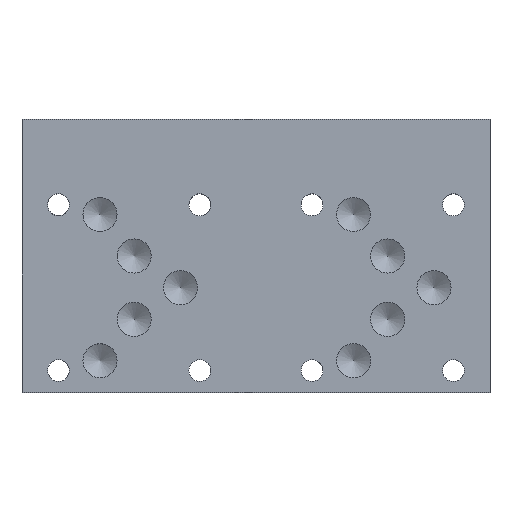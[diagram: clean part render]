
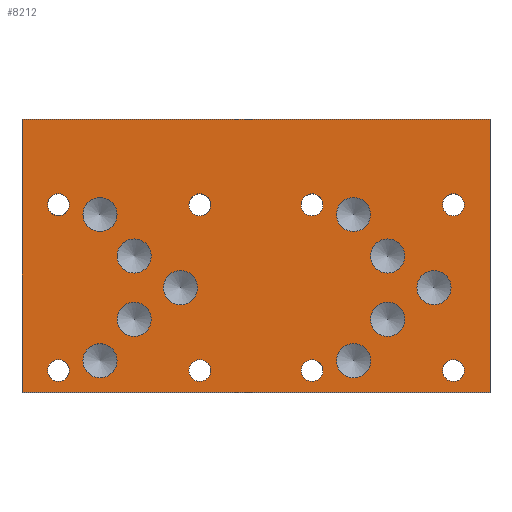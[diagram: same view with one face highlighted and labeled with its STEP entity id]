
A CAD part, top view. The second image highlights one B-rep face of the part: STEP entity #8212.
In plain terms, the highlighted planar face has unit normal (0, 0, 1).
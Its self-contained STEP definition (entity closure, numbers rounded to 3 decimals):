
#113=CIRCLE('',#8573,3.569);
#115=CIRCLE('',#8576,3.569);
#128=CIRCLE('',#8591,3.569);
#129=CIRCLE('',#8593,3.569);
#130=CIRCLE('',#8595,3.569);
#131=CIRCLE('',#8597,3.569);
#132=CIRCLE('',#8599,3.569);
#133=CIRCLE('',#8601,3.569);
#135=CIRCLE('',#8605,5.556);
#137=CIRCLE('',#8609,5.556);
#139=CIRCLE('',#8613,5.556);
#141=CIRCLE('',#8617,5.563);
#143=CIRCLE('',#8621,5.563);
#145=CIRCLE('',#8625,5.563);
#147=CIRCLE('',#8629,5.563);
#149=CIRCLE('',#8633,5.563);
#151=CIRCLE('',#8637,5.563);
#153=CIRCLE('',#8641,5.563);
#236=FACE_BOUND('',#1413,.T.);
#237=FACE_BOUND('',#1414,.T.);
#238=FACE_BOUND('',#1415,.T.);
#239=FACE_BOUND('',#1416,.T.);
#240=FACE_BOUND('',#1417,.T.);
#241=FACE_BOUND('',#1418,.T.);
#242=FACE_BOUND('',#1419,.T.);
#243=FACE_BOUND('',#1420,.T.);
#244=FACE_BOUND('',#1421,.T.);
#245=FACE_BOUND('',#1422,.T.);
#246=FACE_BOUND('',#1423,.T.);
#247=FACE_BOUND('',#1424,.T.);
#248=FACE_BOUND('',#1425,.T.);
#249=FACE_BOUND('',#1426,.T.);
#250=FACE_BOUND('',#1427,.T.);
#251=FACE_BOUND('',#1428,.T.);
#252=FACE_BOUND('',#1429,.T.);
#253=FACE_BOUND('',#1430,.T.);
#504=PLANE('',#8646);
#930=FACE_OUTER_BOUND('',#1412,.T.);
#1412=EDGE_LOOP('',(#7329,#7330,#7331,#7332));
#1413=EDGE_LOOP('',(#7333));
#1414=EDGE_LOOP('',(#7334));
#1415=EDGE_LOOP('',(#7335));
#1416=EDGE_LOOP('',(#7336));
#1417=EDGE_LOOP('',(#7337));
#1418=EDGE_LOOP('',(#7338));
#1419=EDGE_LOOP('',(#7339));
#1420=EDGE_LOOP('',(#7340));
#1421=EDGE_LOOP('',(#7341));
#1422=EDGE_LOOP('',(#7342));
#1423=EDGE_LOOP('',(#7343));
#1424=EDGE_LOOP('',(#7344));
#1425=EDGE_LOOP('',(#7345));
#1426=EDGE_LOOP('',(#7346));
#1427=EDGE_LOOP('',(#7347));
#1428=EDGE_LOOP('',(#7348));
#1429=EDGE_LOOP('',(#7349));
#1430=EDGE_LOOP('',(#7350));
#1776=LINE('',#12639,#2578);
#2229=LINE('',#14101,#3031);
#2230=LINE('',#14105,#3032);
#2232=LINE('',#14108,#3034);
#2578=VECTOR('',#9182,10.);
#3031=VECTOR('',#10273,10.);
#3032=VECTOR('',#10278,10.);
#3034=VECTOR('',#10282,10.);
#3613=VERTEX_POINT('',#12636);
#3614=VERTEX_POINT('',#12638);
#3956=VERTEX_POINT('',#13953);
#3957=VERTEX_POINT('',#13958);
#3965=VERTEX_POINT('',#13985);
#3966=VERTEX_POINT('',#13989);
#3967=VERTEX_POINT('',#13993);
#3968=VERTEX_POINT('',#13997);
#3969=VERTEX_POINT('',#14001);
#3970=VERTEX_POINT('',#14005);
#3973=VERTEX_POINT('',#14014);
#3976=VERTEX_POINT('',#14023);
#3979=VERTEX_POINT('',#14032);
#3982=VERTEX_POINT('',#14041);
#3985=VERTEX_POINT('',#14050);
#3988=VERTEX_POINT('',#14059);
#3991=VERTEX_POINT('',#14068);
#3994=VERTEX_POINT('',#14077);
#3997=VERTEX_POINT('',#14086);
#4000=VERTEX_POINT('',#14095);
#4001=VERTEX_POINT('',#14099);
#4002=VERTEX_POINT('',#14104);
#4542=EDGE_CURVE('',#3614,#3613,#1776,.T.);
#5042=EDGE_CURVE('',#3956,#3956,#113,.T.);
#5045=EDGE_CURVE('',#3957,#3957,#115,.T.);
#5062=EDGE_CURVE('',#3965,#3965,#128,.T.);
#5064=EDGE_CURVE('',#3966,#3966,#129,.T.);
#5066=EDGE_CURVE('',#3967,#3967,#130,.T.);
#5068=EDGE_CURVE('',#3968,#3968,#131,.T.);
#5070=EDGE_CURVE('',#3969,#3969,#132,.T.);
#5072=EDGE_CURVE('',#3970,#3970,#133,.T.);
#5076=EDGE_CURVE('',#3973,#3973,#135,.T.);
#5080=EDGE_CURVE('',#3976,#3976,#137,.T.);
#5084=EDGE_CURVE('',#3979,#3979,#139,.T.);
#5088=EDGE_CURVE('',#3982,#3982,#141,.T.);
#5092=EDGE_CURVE('',#3985,#3985,#143,.T.);
#5096=EDGE_CURVE('',#3988,#3988,#145,.T.);
#5100=EDGE_CURVE('',#3991,#3991,#147,.T.);
#5104=EDGE_CURVE('',#3994,#3994,#149,.T.);
#5108=EDGE_CURVE('',#3997,#3997,#151,.T.);
#5112=EDGE_CURVE('',#4000,#4000,#153,.T.);
#5115=EDGE_CURVE('',#3613,#4001,#2229,.T.);
#5116=EDGE_CURVE('',#4002,#3614,#2230,.T.);
#5118=EDGE_CURVE('',#4001,#4002,#2232,.T.);
#7329=ORIENTED_EDGE('',*,*,#5118,.T.);
#7330=ORIENTED_EDGE('',*,*,#5116,.T.);
#7331=ORIENTED_EDGE('',*,*,#4542,.T.);
#7332=ORIENTED_EDGE('',*,*,#5115,.T.);
#7333=ORIENTED_EDGE('',*,*,#5045,.T.);
#7334=ORIENTED_EDGE('',*,*,#5064,.T.);
#7335=ORIENTED_EDGE('',*,*,#5062,.T.);
#7336=ORIENTED_EDGE('',*,*,#5066,.T.);
#7337=ORIENTED_EDGE('',*,*,#5068,.T.);
#7338=ORIENTED_EDGE('',*,*,#5042,.T.);
#7339=ORIENTED_EDGE('',*,*,#5070,.T.);
#7340=ORIENTED_EDGE('',*,*,#5072,.T.);
#7341=ORIENTED_EDGE('',*,*,#5076,.T.);
#7342=ORIENTED_EDGE('',*,*,#5080,.T.);
#7343=ORIENTED_EDGE('',*,*,#5084,.T.);
#7344=ORIENTED_EDGE('',*,*,#5088,.T.);
#7345=ORIENTED_EDGE('',*,*,#5092,.T.);
#7346=ORIENTED_EDGE('',*,*,#5096,.T.);
#7347=ORIENTED_EDGE('',*,*,#5100,.T.);
#7348=ORIENTED_EDGE('',*,*,#5104,.T.);
#7349=ORIENTED_EDGE('',*,*,#5108,.T.);
#7350=ORIENTED_EDGE('',*,*,#5112,.T.);
#8212=ADVANCED_FACE('',(#930,#236,#237,#238,#239,#240,#241,#242,#243,#244,
#245,#246,#247,#248,#249,#250,#251,#252,#253),#504,.T.);
#8573=AXIS2_PLACEMENT_3D('',#13954,#10101,#10102);
#8576=AXIS2_PLACEMENT_3D('',#13959,#10108,#10109);
#8591=AXIS2_PLACEMENT_3D('',#13986,#10142,#10143);
#8593=AXIS2_PLACEMENT_3D('',#13990,#10147,#10148);
#8595=AXIS2_PLACEMENT_3D('',#13994,#10152,#10153);
#8597=AXIS2_PLACEMENT_3D('',#13998,#10157,#10158);
#8599=AXIS2_PLACEMENT_3D('',#14002,#10162,#10163);
#8601=AXIS2_PLACEMENT_3D('',#14006,#10167,#10168);
#8605=AXIS2_PLACEMENT_3D('',#14015,#10177,#10178);
#8609=AXIS2_PLACEMENT_3D('',#14024,#10187,#10188);
#8613=AXIS2_PLACEMENT_3D('',#14033,#10197,#10198);
#8617=AXIS2_PLACEMENT_3D('',#14042,#10207,#10208);
#8621=AXIS2_PLACEMENT_3D('',#14051,#10217,#10218);
#8625=AXIS2_PLACEMENT_3D('',#14060,#10227,#10228);
#8629=AXIS2_PLACEMENT_3D('',#14069,#10237,#10238);
#8633=AXIS2_PLACEMENT_3D('',#14078,#10247,#10248);
#8637=AXIS2_PLACEMENT_3D('',#14087,#10257,#10258);
#8641=AXIS2_PLACEMENT_3D('',#14096,#10267,#10268);
#8646=AXIS2_PLACEMENT_3D('',#14109,#10283,#10284);
#9182=DIRECTION('',(-1.,0.,0.));
#10101=DIRECTION('center_axis',(0.,0.,-1.));
#10102=DIRECTION('ref_axis',(1.,0.,0.));
#10108=DIRECTION('center_axis',(0.,0.,-1.));
#10109=DIRECTION('ref_axis',(1.,0.,0.));
#10142=DIRECTION('center_axis',(0.,0.,-1.));
#10143=DIRECTION('ref_axis',(1.,0.,0.));
#10147=DIRECTION('center_axis',(0.,0.,-1.));
#10148=DIRECTION('ref_axis',(1.,0.,0.));
#10152=DIRECTION('center_axis',(0.,0.,-1.));
#10153=DIRECTION('ref_axis',(1.,0.,0.));
#10157=DIRECTION('center_axis',(0.,0.,-1.));
#10158=DIRECTION('ref_axis',(1.,0.,0.));
#10162=DIRECTION('center_axis',(0.,0.,-1.));
#10163=DIRECTION('ref_axis',(1.,0.,0.));
#10167=DIRECTION('center_axis',(0.,0.,-1.));
#10168=DIRECTION('ref_axis',(1.,0.,0.));
#10177=DIRECTION('center_axis',(0.,0.,-1.));
#10178=DIRECTION('ref_axis',(1.,0.,0.));
#10187=DIRECTION('center_axis',(0.,0.,-1.));
#10188=DIRECTION('ref_axis',(1.,0.,0.));
#10197=DIRECTION('center_axis',(0.,0.,-1.));
#10198=DIRECTION('ref_axis',(1.,0.,0.));
#10207=DIRECTION('center_axis',(0.,0.,-1.));
#10208=DIRECTION('ref_axis',(1.,0.,0.));
#10217=DIRECTION('center_axis',(0.,0.,-1.));
#10218=DIRECTION('ref_axis',(1.,0.,0.));
#10227=DIRECTION('center_axis',(0.,0.,-1.));
#10228=DIRECTION('ref_axis',(1.,0.,0.));
#10237=DIRECTION('center_axis',(0.,0.,-1.));
#10238=DIRECTION('ref_axis',(1.,0.,0.));
#10247=DIRECTION('center_axis',(0.,0.,-1.));
#10248=DIRECTION('ref_axis',(1.,0.,0.));
#10257=DIRECTION('center_axis',(0.,0.,-1.));
#10258=DIRECTION('ref_axis',(1.,0.,0.));
#10267=DIRECTION('center_axis',(0.,0.,-1.));
#10268=DIRECTION('ref_axis',(1.,0.,0.));
#10273=DIRECTION('',(0.,-1.,0.));
#10278=DIRECTION('',(0.,1.,0.));
#10282=DIRECTION('',(1.,0.,0.));
#10283=DIRECTION('center_axis',(0.,0.,1.));
#10284=DIRECTION('ref_axis',(1.,0.,0.));
#12636=CARTESIAN_POINT('',(0.,88.9,25.4));
#12638=CARTESIAN_POINT('',(152.4,88.9,25.4));
#12639=CARTESIAN_POINT('',(152.4,88.9,25.4));
#13953=CARTESIAN_POINT('',(136.925,7.137,25.4));
#13954=CARTESIAN_POINT('Origin',(140.494,7.137,25.4));
#13958=CARTESIAN_POINT('',(90.875,61.112,25.4));
#13959=CARTESIAN_POINT('Origin',(94.444,61.112,25.4));
#13985=CARTESIAN_POINT('',(90.875,7.137,25.4));
#13986=CARTESIAN_POINT('Origin',(94.444,7.137,25.4));
#13989=CARTESIAN_POINT('',(8.306,61.125,25.4));
#13990=CARTESIAN_POINT('Origin',(11.875,61.125,25.4));
#13993=CARTESIAN_POINT('',(8.319,7.137,25.4));
#13994=CARTESIAN_POINT('Origin',(11.887,7.137,25.4));
#13997=CARTESIAN_POINT('',(54.356,7.137,25.4));
#13998=CARTESIAN_POINT('Origin',(57.925,7.137,25.4));
#14001=CARTESIAN_POINT('',(54.356,61.112,25.4));
#14002=CARTESIAN_POINT('Origin',(57.925,61.112,25.4));
#14005=CARTESIAN_POINT('',(136.925,61.112,25.4));
#14006=CARTESIAN_POINT('Origin',(140.494,61.112,25.4));
#14014=CARTESIAN_POINT('',(30.961,23.795,25.4));
#14015=CARTESIAN_POINT('Origin',(36.518,23.795,25.4));
#14023=CARTESIAN_POINT('',(30.956,44.43,25.4));
#14024=CARTESIAN_POINT('Origin',(36.513,44.43,25.4));
#14032=CARTESIAN_POINT('',(19.851,10.3,25.4));
#14033=CARTESIAN_POINT('Origin',(25.408,10.3,25.4));
#14041=CARTESIAN_POINT('',(113.513,23.8,25.4));
#14042=CARTESIAN_POINT('Origin',(119.075,23.8,25.4));
#14050=CARTESIAN_POINT('',(102.387,57.937,25.4));
#14051=CARTESIAN_POINT('Origin',(107.95,57.937,25.4));
#14059=CARTESIAN_POINT('',(19.837,57.937,25.4));
#14060=CARTESIAN_POINT('Origin',(25.4,57.937,25.4));
#14068=CARTESIAN_POINT('',(46.05,34.112,25.4));
#14069=CARTESIAN_POINT('Origin',(51.613,34.112,25.4));
#14077=CARTESIAN_POINT('',(128.6,34.112,25.4));
#14078=CARTESIAN_POINT('Origin',(134.163,34.112,25.4));
#14086=CARTESIAN_POINT('',(113.513,44.425,25.4));
#14087=CARTESIAN_POINT('Origin',(119.075,44.425,25.4));
#14095=CARTESIAN_POINT('',(102.413,10.312,25.4));
#14096=CARTESIAN_POINT('Origin',(107.975,10.312,25.4));
#14099=CARTESIAN_POINT('',(0.,0.,25.4));
#14101=CARTESIAN_POINT('',(0.,88.9,25.4));
#14104=CARTESIAN_POINT('',(152.4,0.,25.4));
#14105=CARTESIAN_POINT('',(152.4,0.,25.4));
#14108=CARTESIAN_POINT('',(0.,0.,25.4));
#14109=CARTESIAN_POINT('Origin',(76.2,44.45,25.4));
